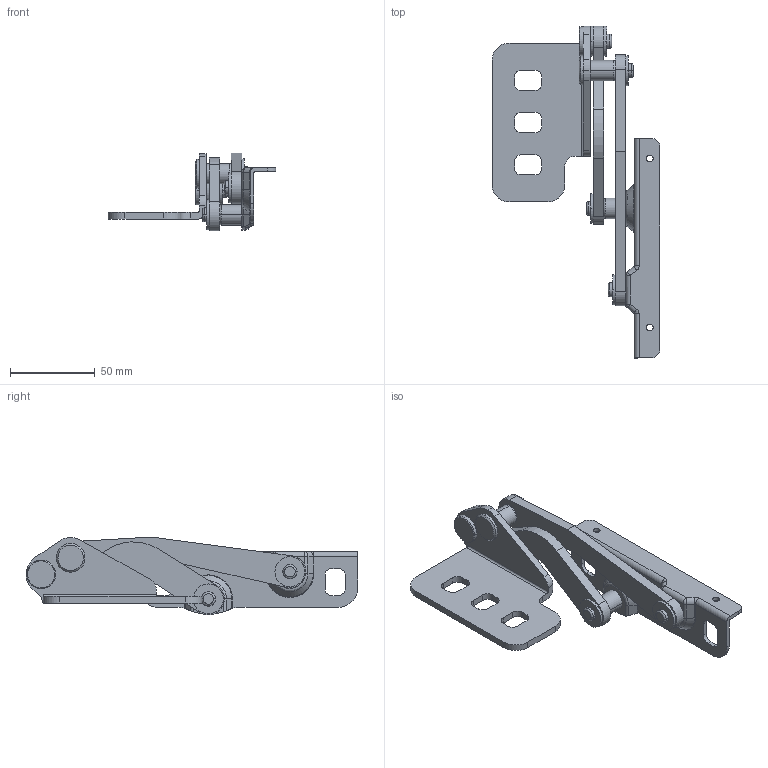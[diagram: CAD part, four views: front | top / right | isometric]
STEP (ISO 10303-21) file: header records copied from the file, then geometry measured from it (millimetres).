
FILE_DESCRIPTION (( 'STEP AP203' ), '1' );
FILE_NAME ('B-863-3-R.STEP', '2019-06-20T06:55:23', ( '' ), ( '' ), 'SwSTEP 2.0', 'SolidWorks 2014', '' );
FILE_SCHEMA (( 'CONFIG_CONTROL_DESIGN' ));
Length unit declared in the file: millimetre
Products named in the file (11): B-863ロングアーム_; B-863大穴ワッシャー_; B-863ピンA_; B-863ピンD_; B-863ショートアーム_; B-863-3-R; B-863ピンB_; B-863-3-R本体ブラケット_; B-863小穴ワッシャー_; B-863-3-R扉ブラケット_; B-863ピンC_
Assembly tree (13 placements, depth 2):
  B-863-3-R
    B-863-3-R本体ブラケット_
    B-863ロングアーム_
    B-863ショートアーム_
    B-863-3-R扉ブラケット_
    B-863ピンA_
    B-863ピンB_
    B-863ピンC_
    B-863ピンD_
    B-863小穴ワッシャー_  x4
    B-863大穴ワッシャー_
Bounding box: 99.3 x 196.44 x 46.08 mm (x, y, z)
Volume: 72496.6 mm3; surface area: 46772.2 mm2
Topology: 13 solids, 13 shells, 272 faces, 669 edges, 427 vertices
Faces by surface type: cylinder 134, plane 88, bspline 26, torus 16, cone 8
Entity records: 11626 total; most frequent: CARTESIAN_POINT 4244, DIRECTION 1329, ORIENTED_EDGE 1258, EDGE_CURVE 629, AXIS2_PLACEMENT_3D 522, VERTEX_POINT 403, EDGE_LOOP 296, VECTOR 285
